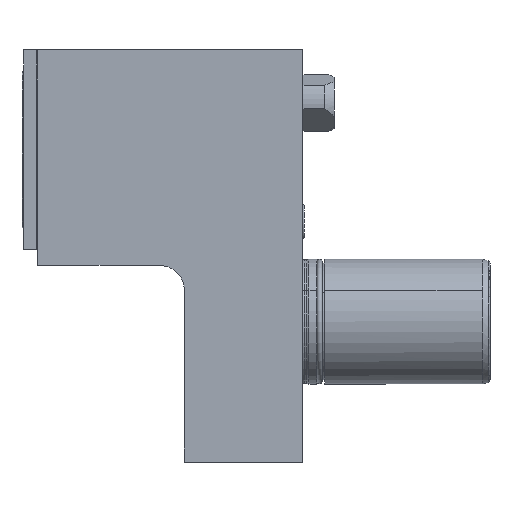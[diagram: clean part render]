
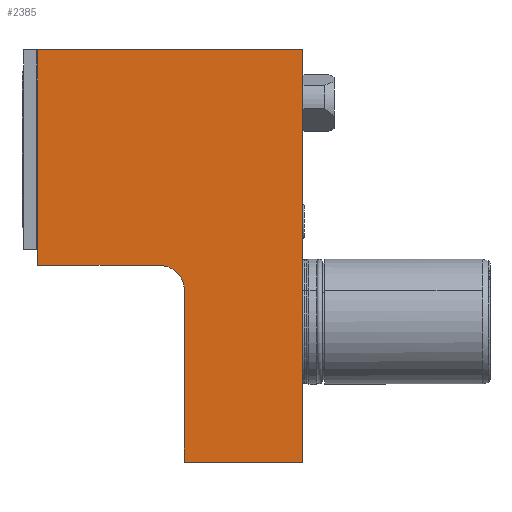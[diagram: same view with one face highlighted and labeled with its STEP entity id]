
A CAD part, front view. The second image highlights one B-rep face of the part: STEP entity #2385.
In plain terms, the highlighted planar face has unit normal (0, -1, 0).
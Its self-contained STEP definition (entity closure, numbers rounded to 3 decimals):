
#186=DIRECTION('',(0.,0.,-1.));
#187=VECTOR('',#186,55.);
#188=CARTESIAN_POINT('',(-38.,-42.,10.));
#189=LINE('',#188,#187);
#190=DIRECTION('',(1.,0.,0.));
#191=VECTOR('',#190,39.);
#192=CARTESIAN_POINT('',(-85.,-42.,18.));
#193=LINE('',#192,#191);
#194=DIRECTION('',(1.,0.,0.));
#195=VECTOR('',#194,85.);
#196=CARTESIAN_POINT('',(-85.,-42.,87.));
#197=LINE('',#196,#195);
#198=DIRECTION('',(0.,0.,1.));
#199=VECTOR('',#198,132.);
#200=CARTESIAN_POINT('',(0.,-42.,-45.));
#201=LINE('',#200,#199);
#202=DIRECTION('',(1.,0.,0.));
#203=VECTOR('',#202,38.);
#204=CARTESIAN_POINT('',(-38.,-42.,-45.));
#205=LINE('',#204,#203);
#309=CARTESIAN_POINT('',(-46.,-42.,10.));
#310=DIRECTION('',(0.,1.,0.));
#311=DIRECTION('',(0.,0.,1.));
#312=AXIS2_PLACEMENT_3D('',#309,#310,#311);
#618=DIRECTION('',(0.,0.,-1.));
#619=VECTOR('',#618,69.);
#620=CARTESIAN_POINT('',(-85.,-42.,87.));
#621=LINE('',#620,#619);
#1705=CARTESIAN_POINT('',(-38.,-42.,-45.));
#1706=CARTESIAN_POINT('',(0.,-42.,-45.));
#1707=VERTEX_POINT('',#1705);
#1708=VERTEX_POINT('',#1706);
#1709=CARTESIAN_POINT('',(-85.,-42.,87.));
#1710=CARTESIAN_POINT('',(0.,-42.,87.));
#1711=VERTEX_POINT('',#1709);
#1712=VERTEX_POINT('',#1710);
#1721=CARTESIAN_POINT('',(-85.,-42.,18.));
#1722=VERTEX_POINT('',#1721);
#1742=CARTESIAN_POINT('',(-38.,-42.,10.));
#1744=VERTEX_POINT('',#1742);
#1746=CARTESIAN_POINT('',(-46.,-42.,18.));
#1748=VERTEX_POINT('',#1746);
#2366=CARTESIAN_POINT('',(-85.,-42.,-87.99));
#2367=DIRECTION('',(0.,-1.,0.));
#2368=DIRECTION('',(0.,0.,1.));
#2369=AXIS2_PLACEMENT_3D('',#2366,#2367,#2368);
#2370=PLANE('',#2369);
#2372=ORIENTED_EDGE('',*,*,#2371,.F.);
#2374=ORIENTED_EDGE('',*,*,#2373,.F.);
#2376=ORIENTED_EDGE('',*,*,#2375,.F.);
#2378=ORIENTED_EDGE('',*,*,#2377,.F.);
#2380=ORIENTED_EDGE('',*,*,#2379,.T.);
#2381=ORIENTED_EDGE('',*,*,#2317,.F.);
#2382=ORIENTED_EDGE('',*,*,#2356,.F.);
#2383=EDGE_LOOP('',(#2372,#2374,#2376,#2378,#2380,#2381,#2382));
#2384=FACE_OUTER_BOUND('',#2383,.F.);
#2385=ADVANCED_FACE('',(#2384),#2370,.T.);
#313=CIRCLE('',#312,8.);
#2317=EDGE_CURVE('',#1708,#1712,#201,.T.);
#2356=EDGE_CURVE('',#1707,#1708,#205,.T.);
#2371=EDGE_CURVE('',#1744,#1707,#189,.T.);
#2373=EDGE_CURVE('',#1748,#1744,#313,.T.);
#2375=EDGE_CURVE('',#1722,#1748,#193,.T.);
#2377=EDGE_CURVE('',#1711,#1722,#621,.T.);
#2379=EDGE_CURVE('',#1711,#1712,#197,.T.);
